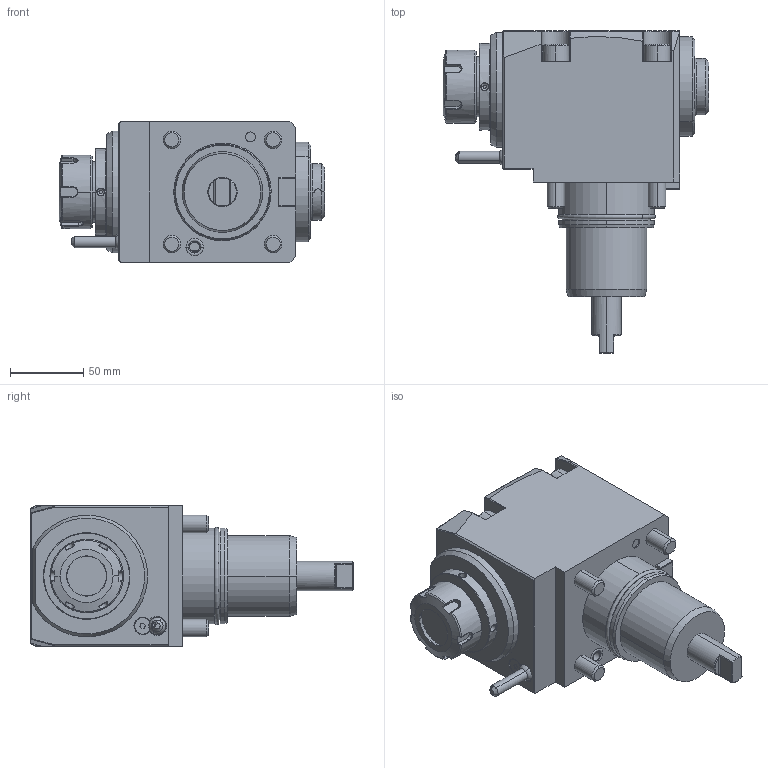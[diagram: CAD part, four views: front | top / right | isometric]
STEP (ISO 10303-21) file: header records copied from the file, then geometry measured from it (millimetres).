
FILE_DESCRIPTION((''),'2;1');
FILE_NAME('NGT2_65_201_32_3_3_65_NT','2022-03-02T',('vali'),('NOVA GRUP'),'PRO/ENGINEER BY PARAMETRIC TECHNOLOGY CORPORATION, 2010280','PRO/ENGINEER BY PARAMETRIC TECHNOLOGY CORPORATION, 2010280','');
FILE_SCHEMA(('CONFIG_CONTROL_DESIGN'));
Length unit declared in the file: millimetre
Products named in the file (1): NGT2_65_201_32_3_3_65_NT
Bounding box: 181.1 x 219.5 x 96 mm (x, y, z)
Volume: 1535217.8 mm3; surface area: 109922.2 mm2
Topology: 2 solids, 2 shells, 433 faces, 1057 edges, 655 vertices
Faces by surface type: plane 199, cylinder 118, cone 62, bspline 34, torus 18, sphere 2
Entity records: 17824 total; most frequent: CARTESIAN_POINT 8141, ORIENTED_EDGE 2114, DIRECTION 1787, EDGE_CURVE 1057, VERTEX_POINT 655, AXIS2_PLACEMENT_3D 612, VECTOR 563, LINE 563
